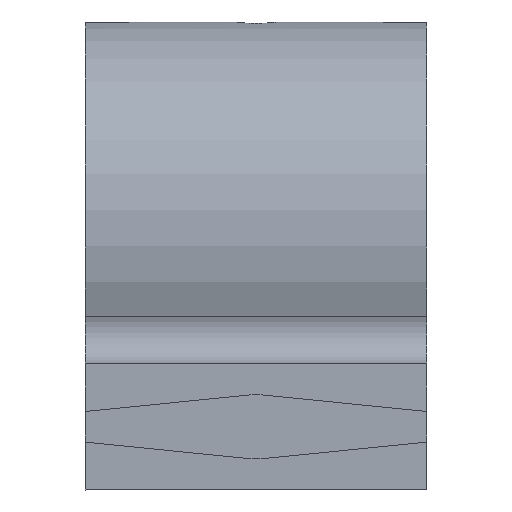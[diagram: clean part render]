
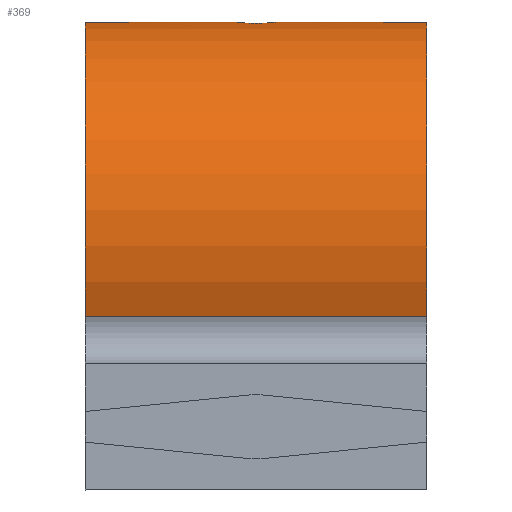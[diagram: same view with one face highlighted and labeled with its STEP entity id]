
A CAD part, left-side view. The second image highlights one B-rep face of the part: STEP entity #369.
In plain terms, the highlighted cylindrical face has radius 12.5 mm (diameter 25 mm), a partial arc.
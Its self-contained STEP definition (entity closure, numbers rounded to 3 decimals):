
#25=FACE_BOUND('',#78,.T.);
#27=B_SPLINE_CURVE_WITH_KNOTS('',3,(#596,#597,#598,#599,#600,#601,#602,
#603,#604,#605,#606,#607,#608,#609,#610,#611,#612,#613),.UNSPECIFIED.,.F.,
 .F.,(4,2,2,2,2,2,2,2,4),(0.204,0.254,0.305,
0.356,0.407,0.458,0.509,
0.56,0.611),.UNSPECIFIED.);
#30=B_SPLINE_CURVE_WITH_KNOTS('',3,(#653,#654,#655,#656,#657,#658,#659,
#660,#661,#662,#663,#664,#665,#666,#667,#668,#669,#670,#671),
 .UNSPECIFIED.,.F.,.F.,(4,2,2,2,3,2,2,2,4),(0.611,0.662,
0.713,0.763,0.814,0.865,
0.916,0.967,1.018),.UNSPECIFIED.);
#57=FACE_OUTER_BOUND('',#77,.T.);
#77=EDGE_LOOP('',(#324,#325,#326,#327));
#78=EDGE_LOOP('',(#328,#329));
#84=LINE('',#532,#120);
#115=LINE('',#687,#151);
#120=VECTOR('',#432,10.);
#151=VECTOR('',#507,10.);
#161=CIRCLE('',#408,12.5);
#164=CIRCLE('',#413,12.5);
#165=VERTEX_POINT('',#525);
#168=VERTEX_POINT('',#530);
#189=VERTEX_POINT('',#594);
#190=VERTEX_POINT('',#595);
#194=VERTEX_POINT('',#675);
#197=VERTEX_POINT('',#685);
#202=EDGE_CURVE('',#168,#165,#84,.T.);
#233=EDGE_CURVE('',#189,#190,#27,.T.);
#237=EDGE_CURVE('',#190,#189,#30,.T.);
#239=EDGE_CURVE('',#165,#194,#161,.T.);
#244=EDGE_CURVE('',#197,#168,#164,.T.);
#245=EDGE_CURVE('',#194,#197,#115,.T.);
#324=ORIENTED_EDGE('',*,*,#202,.F.);
#325=ORIENTED_EDGE('',*,*,#244,.F.);
#326=ORIENTED_EDGE('',*,*,#245,.F.);
#327=ORIENTED_EDGE('',*,*,#239,.F.);
#328=ORIENTED_EDGE('',*,*,#233,.T.);
#329=ORIENTED_EDGE('',*,*,#237,.T.);
#354=CYLINDRICAL_SURFACE('',#412,12.5);
#369=ADVANCED_FACE('',(#57,#25),#354,.T.);
#408=AXIS2_PLACEMENT_3D('',#676,#493,#494);
#412=AXIS2_PLACEMENT_3D('',#684,#503,#504);
#413=AXIS2_PLACEMENT_3D('',#686,#505,#506);
#432=DIRECTION('',(0.,1.,0.));
#493=DIRECTION('center_axis',(0.,1.,0.));
#494=DIRECTION('ref_axis',(1.,0.,0.));
#503=DIRECTION('center_axis',(0.,-1.,0.));
#504=DIRECTION('ref_axis',(1.,0.,0.));
#505=DIRECTION('center_axis',(0.,-1.,0.));
#506=DIRECTION('ref_axis',(1.,0.,0.));
#507=DIRECTION('',(0.,-1.,0.));
#525=CARTESIAN_POINT('',(2.759,26.,-20.434));
#530=CARTESIAN_POINT('',(2.759,6.,-20.434));
#532=CARTESIAN_POINT('',(2.759,16.,-20.434));
#594=CARTESIAN_POINT('',(20.,14.65,-32.));
#595=CARTESIAN_POINT('',(20.,17.35,-32.));
#596=CARTESIAN_POINT('Ctrl Pts',(20.,14.65,-32.));
#597=CARTESIAN_POINT('Ctrl Pts',(20.,14.65,-31.83));
#598=CARTESIAN_POINT('Ctrl Pts',(19.996,14.684,-31.649));
#599=CARTESIAN_POINT('Ctrl Pts',(19.982,14.822,-31.317));
#600=CARTESIAN_POINT('Ctrl Pts',(19.973,14.926,-31.165));
#601=CARTESIAN_POINT('Ctrl Pts',(19.954,15.165,-30.926));
#602=CARTESIAN_POINT('Ctrl Pts',(19.945,15.317,-30.822));
#603=CARTESIAN_POINT('Ctrl Pts',(19.931,15.649,-30.684));
#604=CARTESIAN_POINT('Ctrl Pts',(19.927,15.83,-30.65));
#605=CARTESIAN_POINT('Ctrl Pts',(19.927,16.17,-30.65));
#606=CARTESIAN_POINT('Ctrl Pts',(19.931,16.351,-30.684));
#607=CARTESIAN_POINT('Ctrl Pts',(19.945,16.683,-30.822));
#608=CARTESIAN_POINT('Ctrl Pts',(19.954,16.835,-30.926));
#609=CARTESIAN_POINT('Ctrl Pts',(19.973,17.074,-31.165));
#610=CARTESIAN_POINT('Ctrl Pts',(19.982,17.178,-31.317));
#611=CARTESIAN_POINT('Ctrl Pts',(19.996,17.316,-31.649));
#612=CARTESIAN_POINT('Ctrl Pts',(20.,17.35,-31.83));
#613=CARTESIAN_POINT('Ctrl Pts',(20.,17.35,-32.));
#653=CARTESIAN_POINT('Ctrl Pts',(20.,17.35,-32.));
#654=CARTESIAN_POINT('Ctrl Pts',(20.,17.35,-32.17));
#655=CARTESIAN_POINT('Ctrl Pts',(19.996,17.316,-32.351));
#656=CARTESIAN_POINT('Ctrl Pts',(19.982,17.178,-32.683));
#657=CARTESIAN_POINT('Ctrl Pts',(19.973,17.074,-32.835));
#658=CARTESIAN_POINT('Ctrl Pts',(19.954,16.835,-33.074));
#659=CARTESIAN_POINT('Ctrl Pts',(19.945,16.683,-33.178));
#660=CARTESIAN_POINT('Ctrl Pts',(19.931,16.351,-33.316));
#661=CARTESIAN_POINT('Ctrl Pts',(19.927,16.17,-33.35));
#662=CARTESIAN_POINT('Ctrl Pts',(19.927,16.,-33.35));
#663=CARTESIAN_POINT('Ctrl Pts',(19.927,15.83,-33.35));
#664=CARTESIAN_POINT('Ctrl Pts',(19.931,15.649,-33.316));
#665=CARTESIAN_POINT('Ctrl Pts',(19.945,15.317,-33.178));
#666=CARTESIAN_POINT('Ctrl Pts',(19.954,15.165,-33.074));
#667=CARTESIAN_POINT('Ctrl Pts',(19.973,14.926,-32.835));
#668=CARTESIAN_POINT('Ctrl Pts',(19.982,14.822,-32.683));
#669=CARTESIAN_POINT('Ctrl Pts',(19.996,14.684,-32.351));
#670=CARTESIAN_POINT('Ctrl Pts',(20.,14.65,-32.17));
#671=CARTESIAN_POINT('Ctrl Pts',(20.,14.65,-32.));
#675=CARTESIAN_POINT('',(-5.,26.,-32.));
#676=CARTESIAN_POINT('Origin',(7.5,26.,-32.));
#684=CARTESIAN_POINT('Origin',(7.5,16.,-32.));
#685=CARTESIAN_POINT('',(-5.,6.,-32.));
#686=CARTESIAN_POINT('Origin',(7.5,6.,-32.));
#687=CARTESIAN_POINT('',(-5.,16.,-32.));
